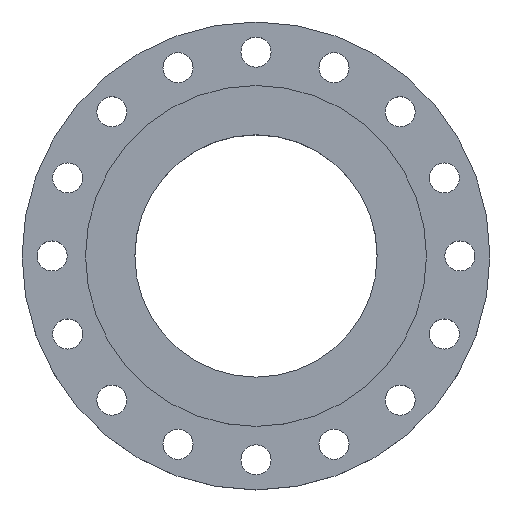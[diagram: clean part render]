
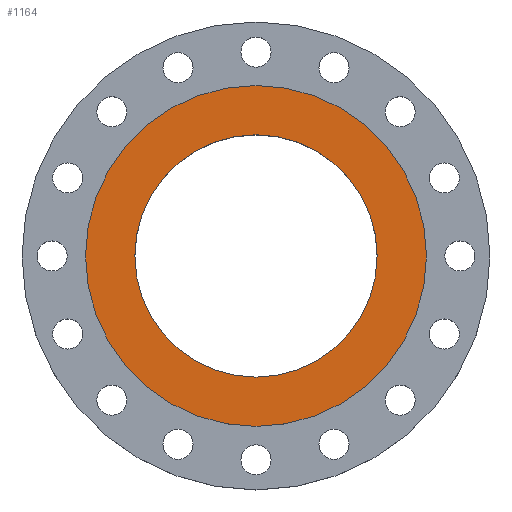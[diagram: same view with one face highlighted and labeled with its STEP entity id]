
A CAD part, top view. The second image highlights one B-rep face of the part: STEP entity #1164.
In plain terms, the highlighted planar face has unit normal (0, 0, 1).
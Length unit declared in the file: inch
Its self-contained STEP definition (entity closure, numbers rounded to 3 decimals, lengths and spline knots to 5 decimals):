
#18 = VERTEX_POINT ( 'NONE', #814 ) ;
#84 = AXIS2_PLACEMENT_3D ( 'NONE', #946, #669, #490 ) ;
#91 = EDGE_CURVE ( 'NONE', #18, #484, #811, .T. ) ;
#214 = DIRECTION ( 'NONE',  ( -1., 0., 0. ) ) ;
#246 = CARTESIAN_POINT ( 'NONE',  ( 0., 0., 0. ) ) ;
#266 = EDGE_LOOP ( 'NONE', ( #1402, #370 ) ) ;
#325 = EDGE_CURVE ( 'NONE', #690, #1104, #796, .T. ) ;
#370 = ORIENTED_EDGE ( 'NONE', *, *, #1198, .T. ) ;
#434 = AXIS2_PLACEMENT_3D ( 'NONE', #246, #907, #1268 ) ;
#484 = VERTEX_POINT ( 'NONE', #1098 ) ;
#490 = DIRECTION ( 'NONE',  ( 1., 0., 0. ) ) ;
#550 = AXIS2_PLACEMENT_3D ( 'NONE', #1695, #1399, #214 ) ;
#598 = CARTESIAN_POINT ( 'NONE',  ( 0., 0., 0. ) ) ;
#599 = EDGE_CURVE ( 'NONE', #484, #18, #612, .T. ) ;
#612 = CIRCLE ( 'NONE', #434, 4.531 ) ;
#669 = DIRECTION ( 'NONE',  ( 0., 0., 1. ) ) ;
#690 = VERTEX_POINT ( 'NONE', #1405 ) ;
#715 = DIRECTION ( 'NONE',  ( 1., 0., 0. ) ) ;
#796 = CIRCLE ( 'NONE', #84, 6.375 ) ;
#811 = CIRCLE ( 'NONE', #1115, 4.531 ) ;
#814 = CARTESIAN_POINT ( 'NONE',  ( 4.531, 0., 0. ) ) ;
#860 = PLANE ( 'NONE',  #550 ) ;
#891 = ORIENTED_EDGE ( 'NONE', *, *, #91, .F. ) ;
#895 = ORIENTED_EDGE ( 'NONE', *, *, #599, .F. ) ;
#907 = DIRECTION ( 'NONE',  ( 0., 0., 1. ) ) ;
#946 = CARTESIAN_POINT ( 'NONE',  ( 0., 0., 0. ) ) ;
#1098 = CARTESIAN_POINT ( 'NONE',  ( -4.531, 0., 0. ) ) ;
#1104 = VERTEX_POINT ( 'NONE', #1126 ) ;
#1115 = AXIS2_PLACEMENT_3D ( 'NONE', #1646, #1355, #715 ) ;
#1126 = CARTESIAN_POINT ( 'NONE',  ( -6.375, 0., 0. ) ) ;
#1132 = DIRECTION ( 'NONE',  ( 1., 0., 0. ) ) ;
#1164 = ADVANCED_FACE ( 'NONE', ( #1575, #1583 ), #860, .F. ) ;
#1198 = EDGE_CURVE ( 'NONE', #1104, #690, #1294, .T. ) ;
#1268 = DIRECTION ( 'NONE',  ( 1., 0., 0. ) ) ;
#1272 = DIRECTION ( 'NONE',  ( 0., 0., 1. ) ) ;
#1294 = CIRCLE ( 'NONE', #1346, 6.375 ) ;
#1346 = AXIS2_PLACEMENT_3D ( 'NONE', #598, #1272, #1132 ) ;
#1355 = DIRECTION ( 'NONE',  ( 0., 0., 1. ) ) ;
#1397 = EDGE_LOOP ( 'NONE', ( #891, #895 ) ) ;
#1399 = DIRECTION ( 'NONE',  ( 0., 0., -1. ) ) ;
#1402 = ORIENTED_EDGE ( 'NONE', *, *, #325, .T. ) ;
#1405 = CARTESIAN_POINT ( 'NONE',  ( 6.375, 0., 0. ) ) ;
#1575 = FACE_BOUND ( 'NONE', #1397, .T. ) ;
#1583 = FACE_OUTER_BOUND ( 'NONE', #266, .T. ) ;
#1646 = CARTESIAN_POINT ( 'NONE',  ( 0., 0., 0. ) ) ;
#1695 = CARTESIAN_POINT ( 'NONE',  ( 0., 4.531, 0. ) ) ;
